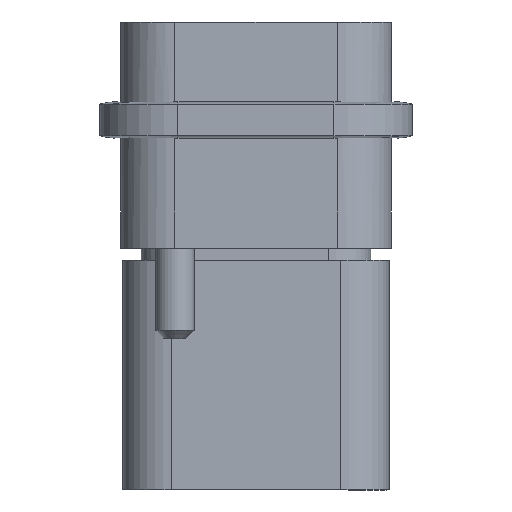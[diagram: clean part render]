
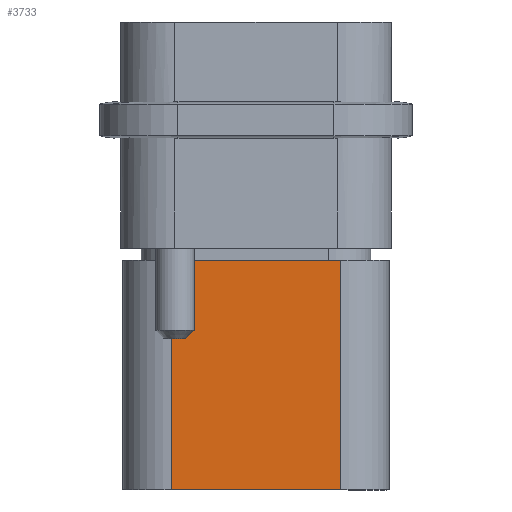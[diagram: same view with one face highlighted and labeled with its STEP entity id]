
A CAD part, left-side view. The second image highlights one B-rep face of the part: STEP entity #3733.
In plain terms, the highlighted planar face has unit normal (-1, 0, 0).
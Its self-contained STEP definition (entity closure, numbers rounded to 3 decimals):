
#2933=FACE_OUTER_BOUND('',#6080,.T.);
#3733=ADVANCED_FACE('',(#2933),#4115,.T.);
#4115=PLANE('',#11397);
#4606=LINE('',#15615,#5228);
#4612=LINE('',#15637,#5234);
#4613=LINE('',#15639,#5235);
#4614=LINE('',#15641,#5236);
#5228=VECTOR('',#12530,1.);
#5234=VECTOR('',#12552,1.);
#5235=VECTOR('',#12555,1.);
#5236=VECTOR('',#12556,1.);
#6080=EDGE_LOOP('',(#7240,#7241,#7242,#7243));
#7240=ORIENTED_EDGE('',*,*,#9878,.T.);
#7241=ORIENTED_EDGE('',*,*,#9866,.T.);
#7242=ORIENTED_EDGE('',*,*,#9877,.F.);
#7243=ORIENTED_EDGE('',*,*,#9879,.T.);
#9018=VERTEX_POINT('',#15614);
#9019=VERTEX_POINT('',#15616);
#9026=VERTEX_POINT('',#15636);
#9027=VERTEX_POINT('',#15640);
#9866=EDGE_CURVE('',#9019,#9018,#4606,.T.);
#9877=EDGE_CURVE('',#9026,#9018,#4612,.T.);
#9878=EDGE_CURVE('',#9027,#9019,#4613,.T.);
#9879=EDGE_CURVE('',#9026,#9027,#4614,.T.);
#11397=AXIS2_PLACEMENT_3D('',#15642,#12557,#12558);
#12530=DIRECTION('',(0.,-1.,0.));
#12552=DIRECTION('',(0.,0.,-1.));
#12555=DIRECTION('',(0.,0.,-1.));
#12556=DIRECTION('',(0.,1.,0.));
#12557=DIRECTION('',(-1.,0.,0.));
#12558=DIRECTION('',(0.,1.,0.));
#15614=CARTESIAN_POINT('',(-13.2,-7.,-20.));
#15615=CARTESIAN_POINT('',(-13.2,7.,-20.));
#15616=CARTESIAN_POINT('',(-13.2,7.,-20.));
#15636=CARTESIAN_POINT('',(-13.2,-7.,-1.));
#15637=CARTESIAN_POINT('',(-13.2,-7.,-1.));
#15639=CARTESIAN_POINT('',(-13.2,7.,-1.));
#15640=CARTESIAN_POINT('',(-13.2,7.,-1.));
#15641=CARTESIAN_POINT('',(-13.2,-7.,-1.));
#15642=CARTESIAN_POINT('',(-13.2,-7.3,-0.7));
